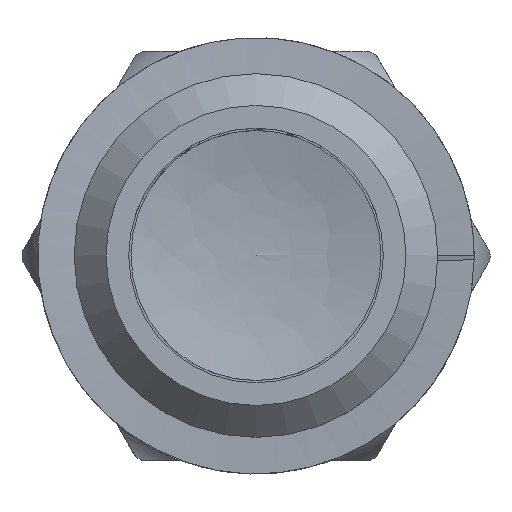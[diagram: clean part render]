
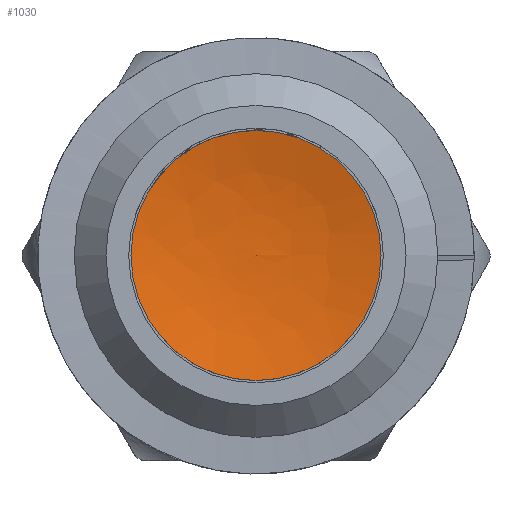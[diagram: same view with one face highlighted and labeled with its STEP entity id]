
A CAD part, top view. The second image highlights one B-rep face of the part: STEP entity #1030.
In plain terms, the highlighted free-form (B-spline) face has degree [3, 3] with [4, 7] control points.
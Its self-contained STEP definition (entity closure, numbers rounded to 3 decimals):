
#684=(
BOUNDED_SURFACE()
B_SPLINE_SURFACE(3,3,((#9436,#9437,#9438,#9439,#9440,#9441,#9442),(#9443,
#9444,#9445,#9446,#9447,#9448,#9449),(#9450,#9451,#9452,#9453,#9454,#9455,
#9456),(#9457,#9458,#9459,#9460,#9461,#9462,#9463)),.UNSPECIFIED.,.F.,.T.,
 .F.)
B_SPLINE_SURFACE_WITH_KNOTS((4,4),(1,3,3,3,1),(0.,1.),(-0.5,0.,0.5,1.,1.5),
 .UNSPECIFIED.)
GEOMETRIC_REPRESENTATION_ITEM()
RATIONAL_B_SPLINE_SURFACE(((1.,0.333,0.333,1.,0.333,
0.333,1.),(0.993,0.331,0.331,
0.993,0.331,0.331,0.993),
(0.993,0.331,0.331,0.993,
0.331,0.331,0.993),(1.,0.333,
0.333,1.,0.333,0.333,1.)))
REPRESENTATION_ITEM('')
SURFACE()
);
#685=VERTEX_LOOP('',#1962);
#965=FACE_BOUND('',#1248,.T.);
#966=FACE_BOUND('',#685,.T.);
#1030=ADVANCED_FACE('',(#965,#966),#684,.T.);
#1248=EDGE_LOOP('',(#1583));
#1361=CIRCLE('',#2429,2.75);
#1583=ORIENTED_EDGE('',*,*,#2151,.F.);
#1961=VERTEX_POINT('',#9433);
#1962=VERTEX_POINT('',#9435);
#2151=EDGE_CURVE('',#1961,#1961,#1361,.T.);
#2429=AXIS2_PLACEMENT_3D('',#9432,#2740,#2741);
#2740=DIRECTION('',(-1.,0.,0.));
#2741=DIRECTION('',(0.,0.,1.));
#9432=CARTESIAN_POINT('',(0.,0.,0.));
#9433=CARTESIAN_POINT('',(0.,0.,2.75));
#9435=CARTESIAN_POINT('',(-0.3,0.,0.));
#9436=CARTESIAN_POINT('',(0.,0.,2.75));
#9437=CARTESIAN_POINT('',(0.,5.5,2.75));
#9438=CARTESIAN_POINT('',(0.,5.5,-2.75));
#9439=CARTESIAN_POINT('',(0.,0.,-2.75));
#9440=CARTESIAN_POINT('',(0.,-5.5,-2.75));
#9441=CARTESIAN_POINT('',(0.,-5.5,2.75));
#9442=CARTESIAN_POINT('',(0.,0.,2.75));
#9443=CARTESIAN_POINT('',(-0.232,0.,1.851));
#9444=CARTESIAN_POINT('',(-0.232,3.702,1.851));
#9445=CARTESIAN_POINT('',(-0.232,3.702,-1.851));
#9446=CARTESIAN_POINT('',(-0.232,0.,-1.851));
#9447=CARTESIAN_POINT('',(-0.232,-3.702,-1.851));
#9448=CARTESIAN_POINT('',(-0.232,-3.702,1.851));
#9449=CARTESIAN_POINT('',(-0.232,0.,1.851));
#9450=CARTESIAN_POINT('',(-0.332,0.,0.928));
#9451=CARTESIAN_POINT('',(-0.332,1.856,0.928));
#9452=CARTESIAN_POINT('',(-0.332,1.856,-0.928));
#9453=CARTESIAN_POINT('',(-0.332,0.,-0.928));
#9454=CARTESIAN_POINT('',(-0.332,-1.856,-0.928));
#9455=CARTESIAN_POINT('',(-0.332,-1.856,0.928));
#9456=CARTESIAN_POINT('',(-0.332,0.,0.928));
#9457=CARTESIAN_POINT('',(-0.3,0.,0.));
#9458=CARTESIAN_POINT('',(-0.3,0.,0.));
#9459=CARTESIAN_POINT('',(-0.3,0.,0.));
#9460=CARTESIAN_POINT('',(-0.3,0.,0.));
#9461=CARTESIAN_POINT('',(-0.3,0.,0.));
#9462=CARTESIAN_POINT('',(-0.3,0.,0.));
#9463=CARTESIAN_POINT('',(-0.3,0.,0.));
